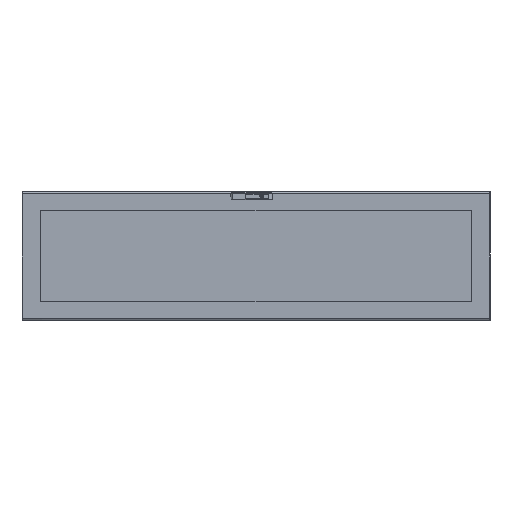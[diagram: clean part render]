
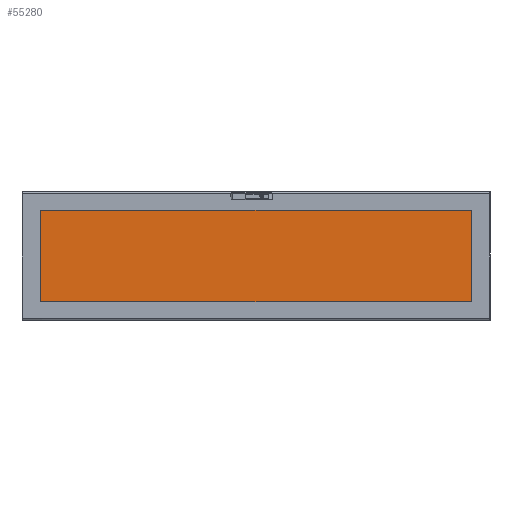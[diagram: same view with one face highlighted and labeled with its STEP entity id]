
A CAD part, top view. The second image highlights one B-rep face of the part: STEP entity #55280.
In plain terms, the highlighted planar face has unit normal (0, 0, 1).
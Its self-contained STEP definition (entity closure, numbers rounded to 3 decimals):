
#10178 = CARTESIAN_POINT ( 'NONE',  ( -1010., 230., 4. ) ) ;
#10532 = CARTESIAN_POINT ( 'NONE',  ( 1010., -230., 4. ) ) ;
#10543 = CARTESIAN_POINT ( 'NONE',  ( -1010., -230., 4. ) ) ;
#13332 = FACE_OUTER_BOUND ( 'NONE', #57319, .T. ) ;
#13767 = CARTESIAN_POINT ( 'NONE',  ( 1010., 230., 4. ) ) ;
#16532 = DIRECTION ( 'NONE',  ( 0., 1., 0. ) ) ;
#16535 = CARTESIAN_POINT ( 'NONE',  ( 1010., 230., 4. ) ) ;
#16544 = DIRECTION ( 'NONE',  ( 1., 0., 0. ) ) ;
#16553 = CARTESIAN_POINT ( 'NONE',  ( -1010., -230., 4. ) ) ;
#16596 = DIRECTION ( 'NONE',  ( 0., -1., 0. ) ) ;
#16598 = CARTESIAN_POINT ( 'NONE',  ( -1010., 230., 4. ) ) ;
#16621 = DIRECTION ( 'NONE',  ( -1., 0., 0. ) ) ;
#16623 = CARTESIAN_POINT ( 'NONE',  ( -1010., 230., 4. ) ) ;
#27002 = EDGE_CURVE ( 'NONE', #31072, #32307, #40648, .T. ) ;
#27012 = EDGE_CURVE ( 'NONE', #32307, #32182, #40638, .T. ) ;
#27027 = EDGE_CURVE ( 'NONE', #32182, #32187, #40636, .T. ) ;
#27031 = EDGE_CURVE ( 'NONE', #32187, #31072, #40611, .T. ) ;
#31072 = VERTEX_POINT ( 'NONE', #13767 ) ;
#32182 = VERTEX_POINT ( 'NONE', #10543 ) ;
#32187 = VERTEX_POINT ( 'NONE', #10532 ) ;
#32307 = VERTEX_POINT ( 'NONE', #10178 ) ;
#40610 = VECTOR ( 'NONE', #16532, 1000. ) ;
#40611 = LINE ( 'NONE', #16535, #40610 ) ;
#40618 = VECTOR ( 'NONE', #16544, 1000. ) ;
#40636 = LINE ( 'NONE', #16553, #40618 ) ;
#40637 = VECTOR ( 'NONE', #16596, 1000. ) ;
#40638 = LINE ( 'NONE', #16598, #40637 ) ;
#40647 = VECTOR ( 'NONE', #16621, 1000. ) ;
#40648 = LINE ( 'NONE', #16623, #40647 ) ;
#41486 = AXIS2_PLACEMENT_3D ( 'NONE', #63628, #63613, #63383 ) ;
#42629 = ORIENTED_EDGE ( 'NONE', *, *, #27012, .T. ) ;
#42630 = ORIENTED_EDGE ( 'NONE', *, *, #27027, .T. ) ;
#42631 = ORIENTED_EDGE ( 'NONE', *, *, #27031, .T. ) ;
#42632 = ORIENTED_EDGE ( 'NONE', *, *, #27002, .T. ) ;
#55280 = ADVANCED_FACE ( 'NONE', ( #13332 ), #63610, .T. ) ;
#57319 = EDGE_LOOP ( 'NONE', ( #42629, #42630, #42631, #42632 ) ) ;
#63383 = DIRECTION ( 'NONE',  ( 1., 0., 0. ) ) ;
#63610 = PLANE ( 'NONE',  #41486 ) ;
#63613 = DIRECTION ( 'NONE',  ( 0., 0., 1. ) ) ;
#63628 = CARTESIAN_POINT ( 'NONE',  ( -1010., -230., 4. ) ) ;
